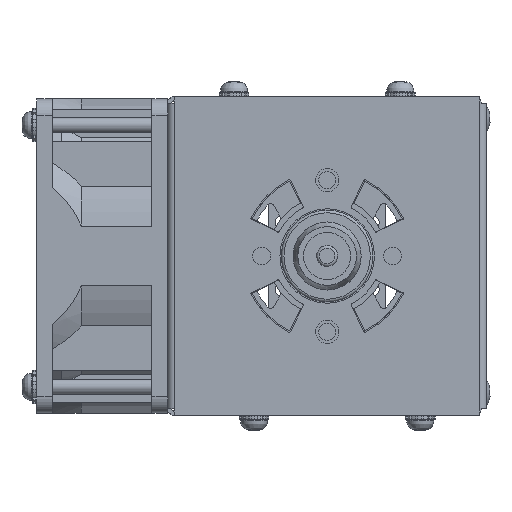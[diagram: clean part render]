
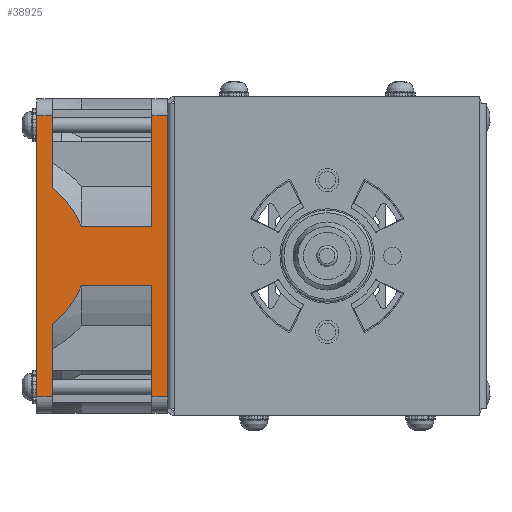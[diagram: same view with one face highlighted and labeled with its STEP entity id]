
A CAD part, left-side view. The second image highlights one B-rep face of the part: STEP entity #38925.
In plain terms, the highlighted face is planar.
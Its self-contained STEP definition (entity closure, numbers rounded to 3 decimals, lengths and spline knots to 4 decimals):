
#99=B_SPLINE_CURVE_WITH_KNOTS($,3,(#60433,#60434,#60435,#60436,#60437,#60438,
#60439,#60440,#60441,#60442,#60443,#60444),.UNSPECIFIED.,.F.,.F.,(4,2,2,
2,2,4),(-11.6284,-11.6205,-11.3701,-11.175,
-10.9799,-10.7503),.UNSPECIFIED.);
#111=B_SPLINE_CURVE_WITH_KNOTS($,3,(#60614,#60615,#60616,#60617,#60618,
#60619,#60620,#60621,#60622,#60623,#60624,#60625),.UNSPECIFIED.,.F.,.F.,
(4,2,2,2,2,4),(-1.4301,-1.2005,-1.0054,-0.8103,
-0.5599,-0.552),.UNSPECIFIED.);
#3188=FACE_OUTER_BOUND($,#5395,.T.);
#5395=EDGE_LOOP($,(#31892,#31893,#31894,#31895,#31896,#31897,#31898,#31899,
#31900,#31901,#31902,#31903,#31904,#31905));
#9663=LINE($,#59912,#14267);
#9678=LINE($,#59965,#14282);
#9700=LINE($,#60040,#14304);
#9720=LINE($,#60103,#14324);
#9746=LINE($,#60826,#14350);
#9766=LINE($,#60888,#14370);
#9779=LINE($,#60960,#14383);
#9787=LINE($,#60973,#14391);
#9798=LINE($,#60990,#14402);
#9799=LINE($,#60991,#14403);
#9800=LINE($,#60992,#14404);
#9801=LINE($,#60993,#14405);
#14267=VECTOR($,#48489,0.541);
#14282=VECTOR($,#48530,0.541);
#14304=VECTOR($,#48588,2.1122);
#14324=VECTOR($,#48634,2.1122);
#14350=VECTOR($,#48770,0.8311);
#14370=VECTOR($,#48816,0.8311);
#14383=VECTOR($,#48875,0.53);
#14391=VECTOR($,#48893,0.53);
#14402=VECTOR($,#48916,0.1181);
#14403=VECTOR($,#48917,0.1181);
#14404=VECTOR($,#48918,0.1181);
#14405=VECTOR($,#48919,0.1181);
#17955=VERTEX_POINT($,#59909);
#17956=VERTEX_POINT($,#59911);
#17980=VERTEX_POINT($,#59962);
#17981=VERTEX_POINT($,#59964);
#18015=VERTEX_POINT($,#60037);
#18016=VERTEX_POINT($,#60039);
#18045=VERTEX_POINT($,#60100);
#18046=VERTEX_POINT($,#60102);
#18088=VERTEX_POINT($,#60432);
#18104=VERTEX_POINT($,#60612);
#18127=VERTEX_POINT($,#60823);
#18128=VERTEX_POINT($,#60825);
#18156=VERTEX_POINT($,#60885);
#18157=VERTEX_POINT($,#60887);
#22739=EDGE_CURVE($,#17955,#17956,#9663,.T.);
#22765=EDGE_CURVE($,#17980,#17981,#9678,.T.);
#22800=EDGE_CURVE($,#18015,#18016,#9700,.T.);
#22832=EDGE_CURVE($,#18046,#18045,#9720,.T.);
#22891=EDGE_CURVE($,#18088,#17956,#99,.T.);
#22912=EDGE_CURVE($,#17980,#18104,#111,.T.);
#22941=EDGE_CURVE($,#18128,#18127,#9746,.T.);
#22972=EDGE_CURVE($,#18157,#18156,#9766,.T.);
#22997=EDGE_CURVE($,#18088,#18127,#9779,.T.);
#23005=EDGE_CURVE($,#18104,#18157,#9787,.T.);
#23016=EDGE_CURVE($,#18016,#17955,#9798,.T.);
#23017=EDGE_CURVE($,#18015,#17981,#9799,.T.);
#23018=EDGE_CURVE($,#18156,#18046,#9800,.T.);
#23019=EDGE_CURVE($,#18128,#18045,#9801,.T.);
#31892=ORIENTED_EDGE($,*,*,#22891,.T.);
#31893=ORIENTED_EDGE($,*,*,#22739,.F.);
#31894=ORIENTED_EDGE($,*,*,#23016,.F.);
#31895=ORIENTED_EDGE($,*,*,#22800,.F.);
#31896=ORIENTED_EDGE($,*,*,#23017,.T.);
#31897=ORIENTED_EDGE($,*,*,#22765,.F.);
#31898=ORIENTED_EDGE($,*,*,#22912,.T.);
#31899=ORIENTED_EDGE($,*,*,#23005,.T.);
#31900=ORIENTED_EDGE($,*,*,#22972,.T.);
#31901=ORIENTED_EDGE($,*,*,#23018,.T.);
#31902=ORIENTED_EDGE($,*,*,#22832,.T.);
#31903=ORIENTED_EDGE($,*,*,#23019,.F.);
#31904=ORIENTED_EDGE($,*,*,#22941,.T.);
#31905=ORIENTED_EDGE($,*,*,#22997,.F.);
#37171=PLANE($,#41255);
#38925=ADVANCED_FACE($,(#3188),#37171,.T.);
#41255=AXIS2_PLACEMENT_3D($,#60989,#48914,#48915);
#48489=DIRECTION($,(-1.,0.,0.));
#48530=DIRECTION($,(-1.,0.,0.));
#48588=DIRECTION($,(1.,0.,0.));
#48634=DIRECTION($,(1.,0.,0.));
#48770=DIRECTION($,(-1.,0.,0.));
#48816=DIRECTION($,(-1.,0.,0.));
#48875=DIRECTION($,(0.,1.,0.));
#48893=DIRECTION($,(0.,1.,0.));
#48914=DIRECTION('center_axis',(0.,0.,-1.));
#48915=DIRECTION('ref_axis',(-1.,0.,0.));
#48916=DIRECTION($,(0.,1.,0.));
#48917=DIRECTION($,(0.,1.,0.));
#48918=DIRECTION($,(0.,1.,0.));
#48919=DIRECTION($,(0.,1.,0.));
#59909=CARTESIAN_POINT('',(1.0561,0.1181,-1.1811));
#59911=CARTESIAN_POINT('',(0.5151,0.1181,-1.1811));
#59912=CARTESIAN_POINT($,(1.0561,0.1181,-1.1811));
#59962=CARTESIAN_POINT('',(-0.5151,0.1181,-1.1811));
#59964=CARTESIAN_POINT('',(-1.0561,0.1181,-1.1811));
#59965=CARTESIAN_POINT($,(-0.5151,0.1181,-1.1811));
#60037=CARTESIAN_POINT('',(-1.0561,0.,-1.1811));
#60039=CARTESIAN_POINT('',(1.0561,0.,-1.1811));
#60040=CARTESIAN_POINT($,(-1.0561,0.,-1.1811));
#60100=CARTESIAN_POINT('',(1.0561,0.9843,-1.1811));
#60102=CARTESIAN_POINT('',(-1.0561,0.9843,-1.1811));
#60103=CARTESIAN_POINT($,(-1.0561,0.9843,-1.1811));
#60432=CARTESIAN_POINT('',(0.225,0.3361,-1.1811));
#60433=CARTESIAN_POINT('Ctrl Pts',(0.225,0.3361,
-1.1811));
#60434=CARTESIAN_POINT('Ctrl Pts',(0.226,0.3358,
-1.1811));
#60435=CARTESIAN_POINT('Ctrl Pts',(0.2269,0.3354,
-1.1811));
#60436=CARTESIAN_POINT('Ctrl Pts',(0.2583,0.3226,
-1.1811));
#60437=CARTESIAN_POINT('Ctrl Pts',(0.2935,0.3047,
-1.1811));
#60438=CARTESIAN_POINT('Ctrl Pts',(0.3435,0.2744,
-1.1811));
#60439=CARTESIAN_POINT('Ctrl Pts',(0.3667,0.2585,
-1.1811));
#60440=CARTESIAN_POINT('Ctrl Pts',(0.4111,0.2241,
-1.1811));
#60441=CARTESIAN_POINT('Ctrl Pts',(0.4323,0.2056,
-1.1811));
#60442=CARTESIAN_POINT('Ctrl Pts',(0.4724,0.1669,-1.1811));
#60443=CARTESIAN_POINT('Ctrl Pts',(0.4944,0.1434,
-1.1811));
#60444=CARTESIAN_POINT('Ctrl Pts',(0.5151,0.1181,-1.1811));
#60612=CARTESIAN_POINT('',(-0.225,0.3361,-1.1811));
#60614=CARTESIAN_POINT('Ctrl Pts',(-0.5151,0.1181,
-1.1811));
#60615=CARTESIAN_POINT('Ctrl Pts',(-0.4944,0.1434,
-1.1811));
#60616=CARTESIAN_POINT('Ctrl Pts',(-0.4724,0.1669,
-1.1811));
#60617=CARTESIAN_POINT('Ctrl Pts',(-0.4323,0.2056,
-1.1811));
#60618=CARTESIAN_POINT('Ctrl Pts',(-0.4111,0.2241,
-1.1811));
#60619=CARTESIAN_POINT('Ctrl Pts',(-0.3667,0.2585,
-1.1811));
#60620=CARTESIAN_POINT('Ctrl Pts',(-0.3435,0.2744,
-1.1811));
#60621=CARTESIAN_POINT('Ctrl Pts',(-0.2935,0.3047,
-1.1811));
#60622=CARTESIAN_POINT('Ctrl Pts',(-0.2583,0.3226,-1.1811));
#60623=CARTESIAN_POINT('Ctrl Pts',(-0.2269,0.3354,
-1.1811));
#60624=CARTESIAN_POINT('Ctrl Pts',(-0.226,0.3358,
-1.1811));
#60625=CARTESIAN_POINT('Ctrl Pts',(-0.225,0.3361,
-1.1811));
#60823=CARTESIAN_POINT('',(0.225,0.8661,-1.1811));
#60825=CARTESIAN_POINT('',(1.0561,0.8661,-1.1811));
#60826=CARTESIAN_POINT($,(1.0561,0.8661,-1.1811));
#60885=CARTESIAN_POINT('',(-1.0561,0.8661,-1.1811));
#60887=CARTESIAN_POINT('',(-0.225,0.8661,-1.1811));
#60888=CARTESIAN_POINT($,(-0.225,0.8661,-1.1811));
#60960=CARTESIAN_POINT($,(0.225,0.3361,-1.1811));
#60973=CARTESIAN_POINT($,(-0.225,0.3361,-1.1811));
#60989=CARTESIAN_POINT('Origin',(1.0561,0.,-1.1811));
#60990=CARTESIAN_POINT($,(1.0561,0.,-1.1811));
#60991=CARTESIAN_POINT($,(-1.0561,0.,-1.1811));
#60992=CARTESIAN_POINT($,(-1.0561,0.8661,-1.1811));
#60993=CARTESIAN_POINT($,(1.0561,0.8661,-1.1811));
